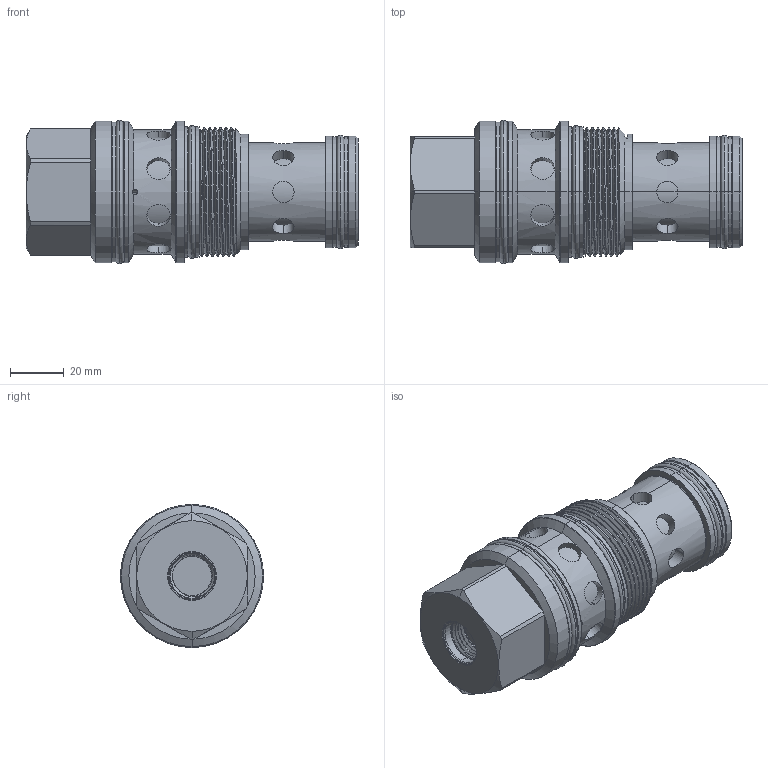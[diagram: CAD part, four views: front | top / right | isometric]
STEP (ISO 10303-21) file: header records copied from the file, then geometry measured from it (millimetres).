
FILE_DESCRIPTION (( 'STEP AP203' ), '1' );
FILE_NAME ('PP19A30-8.STEP', '2016-07-27T05:33:35', ( '' ), ( '' ), 'SwSTEP 2.0', 'SolidWorks 2012', '' );
FILE_SCHEMA (( 'CONFIG_CONTROL_DESIGN' ));
Length unit declared in the file: millimetre
Products named in the file (1): PP19A30-8
Bounding box: 123.1 x 53.11 x 53.11 mm (x, y, z)
Volume: 175828.7 mm3; surface area: 36697.1 mm2
Topology: 8 solids, 11 shells, 289 faces, 629 edges, 387 vertices
Faces by surface type: cylinder 152, plane 47, torus 42, cone 42, bspline 6
Entity records: 13015 total; most frequent: CARTESIAN_POINT 6782, DIRECTION 1296, ORIENTED_EDGE 1258, EDGE_CURVE 629, AXIS2_PLACEMENT_3D 554, VERTEX_POINT 387, EDGE_LOOP 332, FACE_OUTER_BOUND 289
